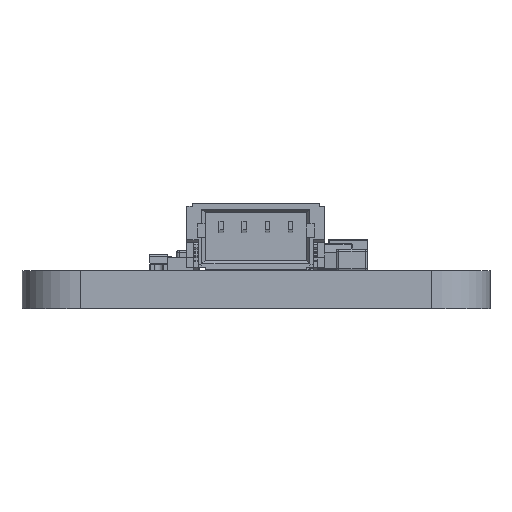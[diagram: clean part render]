
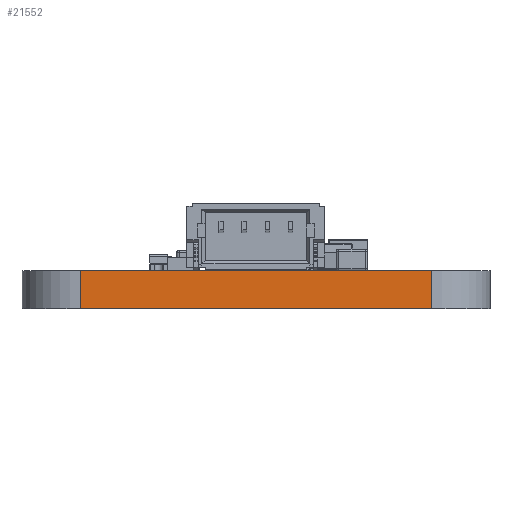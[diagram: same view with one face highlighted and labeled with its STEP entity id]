
A CAD part, left-side view. The second image highlights one B-rep face of the part: STEP entity #21552.
In plain terms, the highlighted planar face has unit normal (-1, 0, 0).
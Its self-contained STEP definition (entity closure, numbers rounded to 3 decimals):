
#999=PLANE('',#23151);
#1947=FACE_OUTER_BOUND('',#3218,.T.);
#3218=EDGE_LOOP('',(#15211,#15212,#15213,#15214));
#4619=LINE('',#30885,#7052);
#4620=LINE('',#30887,#7053);
#4621=LINE('',#30889,#7054);
#4622=LINE('',#30890,#7055);
#7052=VECTOR('',#25056,10.);
#7053=VECTOR('',#25057,10.);
#7054=VECTOR('',#25058,10.);
#7055=VECTOR('',#25059,10.);
#9986=VERTEX_POINT('',#30883);
#9987=VERTEX_POINT('',#30884);
#9988=VERTEX_POINT('',#30886);
#9989=VERTEX_POINT('',#30888);
#12050=EDGE_CURVE('',#9986,#9987,#4619,.T.);
#12051=EDGE_CURVE('',#9987,#9988,#4620,.T.);
#12052=EDGE_CURVE('',#9989,#9988,#4621,.T.);
#12053=EDGE_CURVE('',#9986,#9989,#4622,.T.);
#15211=ORIENTED_EDGE('',*,*,#12050,.T.);
#15212=ORIENTED_EDGE('',*,*,#12051,.T.);
#15213=ORIENTED_EDGE('',*,*,#12052,.F.);
#15214=ORIENTED_EDGE('',*,*,#12053,.F.);
#21552=ADVANCED_FACE('',(#1947),#999,.T.);
#23151=AXIS2_PLACEMENT_3D('',#30882,#25054,#25055);
#25054=DIRECTION('center_axis',(-1.,0.,0.));
#25055=DIRECTION('ref_axis',(0.,-1.,0.));
#25056=DIRECTION('',(0.,-1.,0.));
#25057=DIRECTION('',(0.,0.,1.));
#25058=DIRECTION('',(0.,-1.,0.));
#25059=DIRECTION('',(0.,0.,1.));
#30882=CARTESIAN_POINT('Origin',(-12.7,7.62,0.));
#30883=CARTESIAN_POINT('',(-12.7,7.62,0.));
#30884=CARTESIAN_POINT('',(-12.7,-7.62,0.));
#30885=CARTESIAN_POINT('',(-12.7,7.62,0.));
#30886=CARTESIAN_POINT('',(-12.7,-7.62,1.65));
#30887=CARTESIAN_POINT('',(-12.7,-7.62,0.));
#30888=CARTESIAN_POINT('',(-12.7,7.62,1.65));
#30889=CARTESIAN_POINT('',(-12.7,7.62,1.65));
#30890=CARTESIAN_POINT('',(-12.7,7.62,0.));
